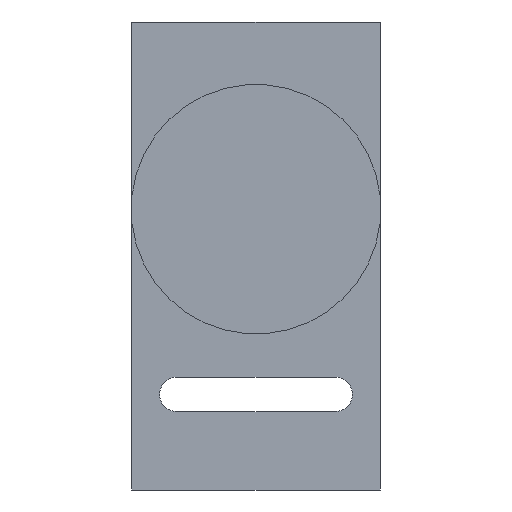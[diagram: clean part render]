
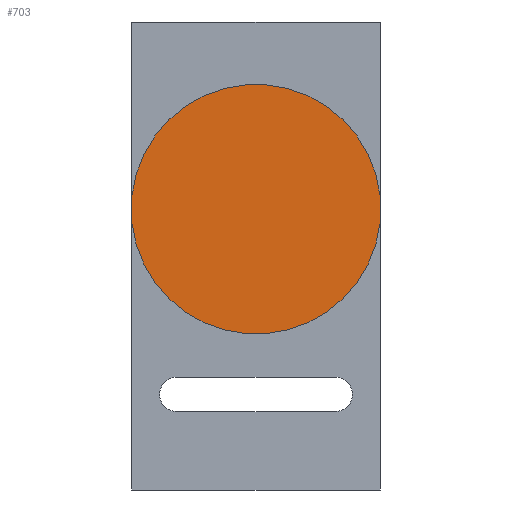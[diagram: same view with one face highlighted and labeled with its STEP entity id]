
A CAD part, front view. The second image highlights one B-rep face of the part: STEP entity #703.
In plain terms, the highlighted planar face has unit normal (0, -1, 0).
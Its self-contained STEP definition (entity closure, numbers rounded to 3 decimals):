
#44 = PLANE('',#45);
#45 = AXIS2_PLACEMENT_3D('',#46,#47,#48);
#46 = CARTESIAN_POINT('',(-47.7,0.,-90.));
#47 = DIRECTION('',(-1.,0.,0.));
#48 = DIRECTION('',(0.,0.,1.));
#100 = PLANE('',#101);
#101 = AXIS2_PLACEMENT_3D('',#102,#103,#104);
#102 = CARTESIAN_POINT('',(47.7,0.,90.));
#103 = DIRECTION('',(1.,0.,0.));
#104 = DIRECTION('',(0.,0.,-1.));
#221 = VERTEX_POINT('',#222);
#222 = CARTESIAN_POINT('',(-47.7,-6.28,12.642));
#236 = CYLINDRICAL_SURFACE('',#237,48.);
#237 = AXIS2_PLACEMENT_3D('',#238,#239,#240);
#238 = CARTESIAN_POINT('',(0.,-13.28,18.));
#239 = DIRECTION('',(0.,-1.,0.));
#240 = DIRECTION('',(1.,0.,0.));
#248 = EDGE_CURVE('',#249,#221,#251,.T.);
#249 = VERTEX_POINT('',#250);
#250 = CARTESIAN_POINT('',(-47.7,-6.28,23.358));
#251 = SURFACE_CURVE('',#252,(#256,#263),.PCURVE_S1.);
#252 = LINE('',#253,#254);
#253 = CARTESIAN_POINT('',(-47.7,-6.28,-36.));
#254 = VECTOR('',#255,1.);
#255 = DIRECTION('',(0.,0.,-1.));
#256 = PCURVE('',#44,#257);
#257 = DEFINITIONAL_REPRESENTATION('',(#258),#262);
#258 = LINE('',#259,#260);
#259 = CARTESIAN_POINT('',(54.,-6.28));
#260 = VECTOR('',#261,1.);
#261 = DIRECTION('',(-1.,0.));
#262 = ( GEOMETRIC_REPRESENTATION_CONTEXT(2) 
PARAMETRIC_REPRESENTATION_CONTEXT() REPRESENTATION_CONTEXT('2D SPACE',''
  ) );
#263 = PCURVE('',#264,#269);
#264 = PLANE('',#265);
#265 = AXIS2_PLACEMENT_3D('',#266,#267,#268);
#266 = CARTESIAN_POINT('',(0.,-6.28,18.));
#267 = DIRECTION('',(0.,1.,0.));
#268 = DIRECTION('',(0.,0.,1.));
#269 = DEFINITIONAL_REPRESENTATION('',(#270),#274);
#270 = LINE('',#271,#272);
#271 = CARTESIAN_POINT('',(-54.,-47.7));
#272 = VECTOR('',#273,1.);
#273 = DIRECTION('',(-1.,0.));
#274 = ( GEOMETRIC_REPRESENTATION_CONTEXT(2) 
PARAMETRIC_REPRESENTATION_CONTEXT() REPRESENTATION_CONTEXT('2D SPACE',''
  ) );
#292 = CYLINDRICAL_SURFACE('',#293,48.);
#293 = AXIS2_PLACEMENT_3D('',#294,#295,#296);
#294 = CARTESIAN_POINT('',(0.,-13.28,18.));
#295 = DIRECTION('',(0.,-1.,0.));
#296 = DIRECTION('',(1.,0.,0.));
#377 = VERTEX_POINT('',#378);
#378 = CARTESIAN_POINT('',(47.7,-6.28,23.358));
#399 = EDGE_CURVE('',#400,#377,#402,.T.);
#400 = VERTEX_POINT('',#401);
#401 = CARTESIAN_POINT('',(47.7,-6.28,12.642));
#402 = SURFACE_CURVE('',#403,(#407,#414),.PCURVE_S1.);
#403 = LINE('',#404,#405);
#404 = CARTESIAN_POINT('',(47.7,-6.28,54.));
#405 = VECTOR('',#406,1.);
#406 = DIRECTION('',(0.,0.,1.));
#407 = PCURVE('',#100,#408);
#408 = DEFINITIONAL_REPRESENTATION('',(#409),#413);
#409 = LINE('',#410,#411);
#410 = CARTESIAN_POINT('',(36.,-6.28));
#411 = VECTOR('',#412,1.);
#412 = DIRECTION('',(-1.,0.));
#413 = ( GEOMETRIC_REPRESENTATION_CONTEXT(2) 
PARAMETRIC_REPRESENTATION_CONTEXT() REPRESENTATION_CONTEXT('2D SPACE',''
  ) );
#414 = PCURVE('',#264,#415);
#415 = DEFINITIONAL_REPRESENTATION('',(#416),#420);
#416 = LINE('',#417,#418);
#417 = CARTESIAN_POINT('',(36.,47.7));
#418 = VECTOR('',#419,1.);
#419 = DIRECTION('',(1.,0.));
#420 = ( GEOMETRIC_REPRESENTATION_CONTEXT(2) 
PARAMETRIC_REPRESENTATION_CONTEXT() REPRESENTATION_CONTEXT('2D SPACE',''
  ) );
#676 = EDGE_CURVE('',#377,#249,#677,.T.);
#677 = SURFACE_CURVE('',#678,(#683,#690),.PCURVE_S1.);
#678 = CIRCLE('',#679,48.);
#679 = AXIS2_PLACEMENT_3D('',#680,#681,#682);
#680 = CARTESIAN_POINT('',(0.,-6.28,18.));
#681 = DIRECTION('',(0.,-1.,0.));
#682 = DIRECTION('',(1.,0.,0.));
#683 = PCURVE('',#292,#684);
#684 = DEFINITIONAL_REPRESENTATION('',(#685),#689);
#685 = LINE('',#686,#687);
#686 = CARTESIAN_POINT('',(0.,-7.));
#687 = VECTOR('',#688,1.);
#688 = DIRECTION('',(1.,0.));
#689 = ( GEOMETRIC_REPRESENTATION_CONTEXT(2) 
PARAMETRIC_REPRESENTATION_CONTEXT() REPRESENTATION_CONTEXT('2D SPACE',''
  ) );
#690 = PCURVE('',#264,#691);
#691 = DEFINITIONAL_REPRESENTATION('',(#692),#700);
#692 = ( BOUNDED_CURVE() B_SPLINE_CURVE(2,(#693,#694,#695,#696,#697,#698
,#699),.UNSPECIFIED.,.T.,.F.) B_SPLINE_CURVE_WITH_KNOTS((1,2,2,2,2,1),(
    -2.094,0.,2.094,4.189,6.283,
8.378),.UNSPECIFIED.) CURVE() GEOMETRIC_REPRESENTATION_ITEM() 
RATIONAL_B_SPLINE_CURVE((1.,0.5,1.,0.5,1.,0.5,1.)) REPRESENTATION_ITEM(
  '') );
#693 = CARTESIAN_POINT('',(0.,48.));
#694 = CARTESIAN_POINT('',(83.138,48.));
#695 = CARTESIAN_POINT('',(41.569,-24.));
#696 = CARTESIAN_POINT('',(0.,-96.));
#697 = CARTESIAN_POINT('',(-41.569,-24.));
#698 = CARTESIAN_POINT('',(-83.138,48.));
#699 = CARTESIAN_POINT('',(0.,48.));
#700 = ( GEOMETRIC_REPRESENTATION_CONTEXT(2) 
PARAMETRIC_REPRESENTATION_CONTEXT() REPRESENTATION_CONTEXT('2D SPACE',''
  ) );
#703 = ADVANCED_FACE('',(#704),#264,.F.);
#704 = FACE_BOUND('',#705,.F.);
#705 = EDGE_LOOP('',(#706,#707,#708,#734));
#706 = ORIENTED_EDGE('',*,*,#676,.F.);
#707 = ORIENTED_EDGE('',*,*,#399,.F.);
#708 = ORIENTED_EDGE('',*,*,#709,.F.);
#709 = EDGE_CURVE('',#221,#400,#710,.T.);
#710 = SURFACE_CURVE('',#711,(#716,#727),.PCURVE_S1.);
#711 = CIRCLE('',#712,48.);
#712 = AXIS2_PLACEMENT_3D('',#713,#714,#715);
#713 = CARTESIAN_POINT('',(0.,-6.28,18.));
#714 = DIRECTION('',(0.,-1.,0.));
#715 = DIRECTION('',(1.,0.,0.));
#716 = PCURVE('',#264,#717);
#717 = DEFINITIONAL_REPRESENTATION('',(#718),#726);
#718 = ( BOUNDED_CURVE() B_SPLINE_CURVE(2,(#719,#720,#721,#722,#723,#724
,#725),.UNSPECIFIED.,.T.,.F.) B_SPLINE_CURVE_WITH_KNOTS((1,2,2,2,2,1),(
    -2.094,0.,2.094,4.189,6.283,
8.378),.UNSPECIFIED.) CURVE() GEOMETRIC_REPRESENTATION_ITEM() 
RATIONAL_B_SPLINE_CURVE((1.,0.5,1.,0.5,1.,0.5,1.)) REPRESENTATION_ITEM(
  '') );
#719 = CARTESIAN_POINT('',(0.,48.));
#720 = CARTESIAN_POINT('',(83.138,48.));
#721 = CARTESIAN_POINT('',(41.569,-24.));
#722 = CARTESIAN_POINT('',(0.,-96.));
#723 = CARTESIAN_POINT('',(-41.569,-24.));
#724 = CARTESIAN_POINT('',(-83.138,48.));
#725 = CARTESIAN_POINT('',(0.,48.));
#726 = ( GEOMETRIC_REPRESENTATION_CONTEXT(2) 
PARAMETRIC_REPRESENTATION_CONTEXT() REPRESENTATION_CONTEXT('2D SPACE',''
  ) );
#727 = PCURVE('',#236,#728);
#728 = DEFINITIONAL_REPRESENTATION('',(#729),#733);
#729 = LINE('',#730,#731);
#730 = CARTESIAN_POINT('',(0.,-7.));
#731 = VECTOR('',#732,1.);
#732 = DIRECTION('',(1.,0.));
#733 = ( GEOMETRIC_REPRESENTATION_CONTEXT(2) 
PARAMETRIC_REPRESENTATION_CONTEXT() REPRESENTATION_CONTEXT('2D SPACE',''
  ) );
#734 = ORIENTED_EDGE('',*,*,#248,.F.);
